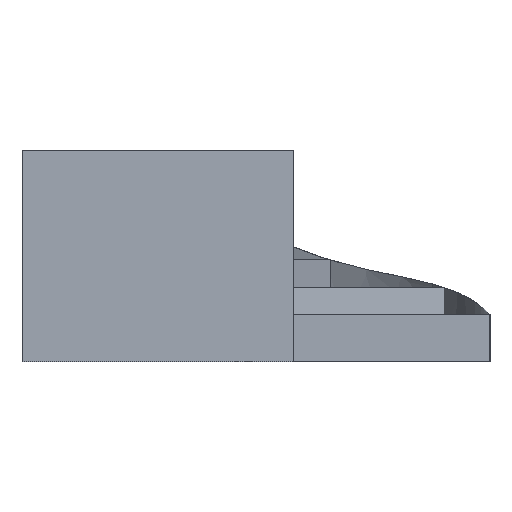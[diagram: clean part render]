
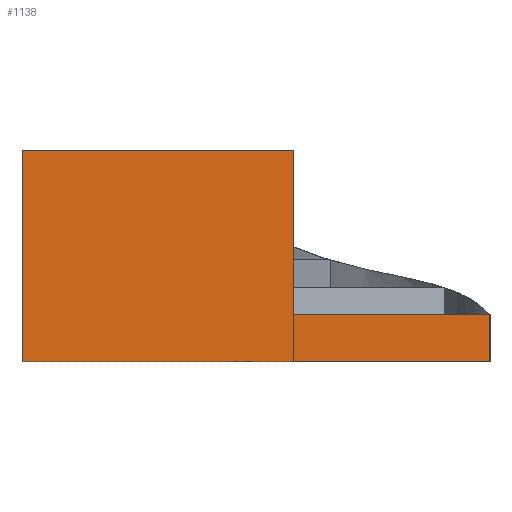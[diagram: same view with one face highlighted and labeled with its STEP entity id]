
A CAD part, left-side view. The second image highlights one B-rep face of the part: STEP entity #1138.
In plain terms, the highlighted planar face has unit normal (-1, 0, 0).
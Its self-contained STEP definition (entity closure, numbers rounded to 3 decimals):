
#120=PLANE('',#1207);
#195=LINE('',#1883,#320);
#198=LINE('',#1888,#323);
#203=LINE('',#1910,#328);
#205=LINE('',#1915,#330);
#207=LINE('',#1919,#332);
#208=LINE('',#1920,#333);
#320=VECTOR('',#1377,240.);
#323=VECTOR('',#1382,1000.);
#328=VECTOR('',#1399,840.);
#330=VECTOR('',#1403,2386.017);
#332=VECTOR('',#1407,1386.017);
#333=VECTOR('',#1408,1080.);
#425=FACE_OUTER_BOUND('',#490,.T.);
#490=EDGE_LOOP('',(#1002,#1003,#1004,#1005,#1006,#1007));
#610=VERTEX_POINT('',#1880);
#611=VERTEX_POINT('',#1882);
#612=VERTEX_POINT('',#1886);
#617=VERTEX_POINT('',#1908);
#619=VERTEX_POINT('',#1914);
#620=VERTEX_POINT('',#1918);
#739=EDGE_CURVE('',#611,#610,#195,.T.);
#742=EDGE_CURVE('',#612,#610,#198,.T.);
#751=EDGE_CURVE('',#612,#617,#203,.T.);
#753=EDGE_CURVE('',#611,#619,#205,.T.);
#755=EDGE_CURVE('',#620,#617,#207,.T.);
#756=EDGE_CURVE('',#619,#620,#208,.T.);
#1002=ORIENTED_EDGE('',*,*,#755,.F.);
#1003=ORIENTED_EDGE('',*,*,#756,.F.);
#1004=ORIENTED_EDGE('',*,*,#753,.F.);
#1005=ORIENTED_EDGE('',*,*,#739,.T.);
#1006=ORIENTED_EDGE('',*,*,#742,.F.);
#1007=ORIENTED_EDGE('',*,*,#751,.T.);
#1138=ADVANCED_FACE('',(#425),#120,.T.);
#1207=AXIS2_PLACEMENT_3D('',#1917,#1405,#1406);
#1377=DIRECTION('',(0.,0.,1.));
#1382=DIRECTION('',(0.,-1.,0.));
#1399=DIRECTION('',(0.,0.,1.));
#1403=DIRECTION('',(0.,1.,0.));
#1405=DIRECTION('center_axis',(-1.,0.,0.));
#1406=DIRECTION('ref_axis',(0.,-1.,0.));
#1407=DIRECTION('',(0.,-1.,0.));
#1408=DIRECTION('',(0.,0.,1.));
#1880=CARTESIAN_POINT('',(-5.,-1000.,140.));
#1882=CARTESIAN_POINT('',(-5.,-1000.,-100.));
#1883=CARTESIAN_POINT('',(-5.,-1000.,0.));
#1886=CARTESIAN_POINT('',(-5.,0.,140.));
#1888=CARTESIAN_POINT('',(-5.,0.,140.));
#1908=CARTESIAN_POINT('',(-5.,0.,980.));
#1910=CARTESIAN_POINT('',(-5.,0.,0.));
#1914=CARTESIAN_POINT('',(-5.,1386.017,-100.));
#1915=CARTESIAN_POINT('',(-5.,0.,-100.));
#1917=CARTESIAN_POINT('Origin',(-5.,1386.017,0.));
#1918=CARTESIAN_POINT('',(-5.,1386.017,980.));
#1919=CARTESIAN_POINT('',(-5.,1386.017,980.));
#1920=CARTESIAN_POINT('',(-5.,1386.017,0.));
